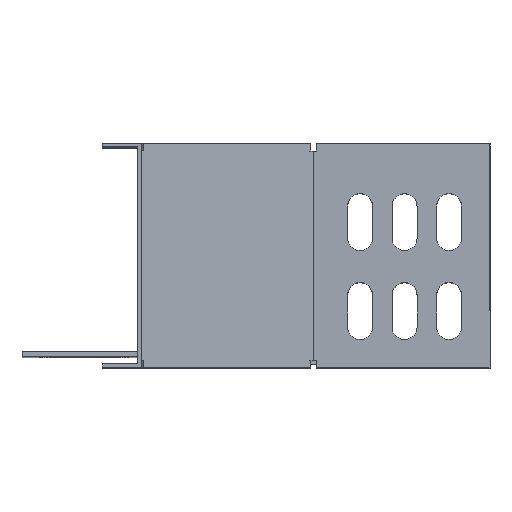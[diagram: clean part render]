
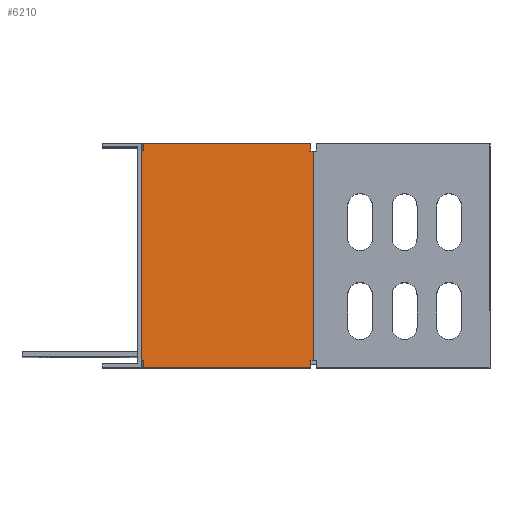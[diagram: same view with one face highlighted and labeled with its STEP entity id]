
A CAD part, top view. The second image highlights one B-rep face of the part: STEP entity #6210.
In plain terms, the highlighted face is planar.
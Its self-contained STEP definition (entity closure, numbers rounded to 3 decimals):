
#35 = EDGE_CURVE ( 'NONE', #290, #2451, #613, .T. ) ;
#71 = CARTESIAN_POINT ( 'NONE',  ( -1., -29.454, 84.15 ) ) ;
#154 = CARTESIAN_POINT ( 'NONE',  ( -1., 29.454, 84.15 ) ) ;
#172 = LINE ( 'NONE', #1997, #3587 ) ;
#290 = VERTEX_POINT ( 'NONE', #6211 ) ;
#330 = CARTESIAN_POINT ( 'NONE',  ( -1., 30.5, -34.157 ) ) ;
#355 = LINE ( 'NONE', #330, #6568 ) ;
#462 = DIRECTION ( 'NONE',  ( 0., -1., 0. ) ) ;
#613 = LINE ( 'NONE', #154, #1439 ) ;
#810 = EDGE_CURVE ( 'NONE', #3888, #5912, #2401, .T. ) ;
#943 = ORIENTED_EDGE ( 'NONE', *, *, #5801, .F. ) ;
#1068 = DIRECTION ( 'NONE',  ( 0., -1., 0. ) ) ;
#1176 = PLANE ( 'NONE',  #1579 ) ;
#1278 = ORIENTED_EDGE ( 'NONE', *, *, #810, .F. ) ;
#1350 = VECTOR ( 'NONE', #2177, 1000. ) ;
#1439 = VECTOR ( 'NONE', #1701, 1000. ) ;
#1467 = DIRECTION ( 'NONE',  ( 0., 0., -1. ) ) ;
#1516 = EDGE_CURVE ( 'NONE', #5821, #5083, #4207, .T. ) ;
#1540 = VERTEX_POINT ( 'NONE', #5962 ) ;
#1564 = VECTOR ( 'NONE', #4790, 1000. ) ;
#1579 = AXIS2_PLACEMENT_3D ( 'NONE', #4845, #4882, #1711 ) ;
#1701 = DIRECTION ( 'NONE',  ( 0., 0., 1. ) ) ;
#1711 = DIRECTION ( 'NONE',  ( 0., 0., -1. ) ) ;
#1742 = CARTESIAN_POINT ( 'NONE',  ( -1., -29.454, 33.306 ) ) ;
#1904 = ORIENTED_EDGE ( 'NONE', *, *, #35, .F. ) ;
#1916 = VERTEX_POINT ( 'NONE', #4123 ) ;
#1997 = CARTESIAN_POINT ( 'NONE',  ( -1., 30.5, -33.306 ) ) ;
#2036 = CARTESIAN_POINT ( 'NONE',  ( -1., -29.454, 84.15 ) ) ;
#2124 = CARTESIAN_POINT ( 'NONE',  ( -1., 29.454, -34.157 ) ) ;
#2165 = FACE_OUTER_BOUND ( 'NONE', #6773, .T. ) ;
#2177 = DIRECTION ( 'NONE',  ( 0., -1., 0. ) ) ;
#2236 = VECTOR ( 'NONE', #3598, 1000. ) ;
#2237 = ORIENTED_EDGE ( 'NONE', *, *, #4041, .F. ) ;
#2311 = CARTESIAN_POINT ( 'NONE',  ( -1., 31.5, -33.306 ) ) ;
#2367 = CARTESIAN_POINT ( 'NONE',  ( -1., 29.454, 34.157 ) ) ;
#2401 = LINE ( 'NONE', #5155, #4730 ) ;
#2439 = ORIENTED_EDGE ( 'NONE', *, *, #5000, .F. ) ;
#2451 = VERTEX_POINT ( 'NONE', #2367 ) ;
#2493 = ORIENTED_EDGE ( 'NONE', *, *, #1516, .F. ) ;
#2632 = EDGE_CURVE ( 'NONE', #5776, #290, #6669, .T. ) ;
#2656 = CARTESIAN_POINT ( 'NONE',  ( -1., 30.5, 34.157 ) ) ;
#2855 = LINE ( 'NONE', #71, #6260 ) ;
#2932 = CARTESIAN_POINT ( 'NONE',  ( -1., -31.5, 33.306 ) ) ;
#3001 = CARTESIAN_POINT ( 'NONE',  ( -1., -29.454, -33.306 ) ) ;
#3114 = LINE ( 'NONE', #3252, #1350 ) ;
#3178 = EDGE_CURVE ( 'NONE', #5083, #6496, #172, .T. ) ;
#3237 = ORIENTED_EDGE ( 'NONE', *, *, #2632, .F. ) ;
#3252 = CARTESIAN_POINT ( 'NONE',  ( -1., 30.5, 33.306 ) ) ;
#3270 = ORIENTED_EDGE ( 'NONE', *, *, #3178, .F. ) ;
#3587 = VECTOR ( 'NONE', #4637, 1000. ) ;
#3598 = DIRECTION ( 'NONE',  ( 0., 0., 1. ) ) ;
#3606 = VECTOR ( 'NONE', #3630, 1000. ) ;
#3630 = DIRECTION ( 'NONE',  ( 0., 1., 0. ) ) ;
#3725 = CARTESIAN_POINT ( 'NONE',  ( -1., -31.5, 84.15 ) ) ;
#3756 = DIRECTION ( 'NONE',  ( 0., 0., -1. ) ) ;
#3825 = LINE ( 'NONE', #2036, #5569 ) ;
#3888 = VERTEX_POINT ( 'NONE', #2124 ) ;
#4041 = EDGE_CURVE ( 'NONE', #6496, #1916, #3825, .T. ) ;
#4082 = EDGE_CURVE ( 'NONE', #4500, #5776, #4815, .T. ) ;
#4101 = LINE ( 'NONE', #5764, #3606 ) ;
#4103 = CARTESIAN_POINT ( 'NONE',  ( -1., 31.5, 84.15 ) ) ;
#4123 = CARTESIAN_POINT ( 'NONE',  ( -1., -29.454, -34.157 ) ) ;
#4162 = CARTESIAN_POINT ( 'NONE',  ( -1., 29.454, -33.306 ) ) ;
#4207 = LINE ( 'NONE', #3725, #1564 ) ;
#4436 = CARTESIAN_POINT ( 'NONE',  ( -1., -31.5, -33.306 ) ) ;
#4500 = VERTEX_POINT ( 'NONE', #2311 ) ;
#4607 = ORIENTED_EDGE ( 'NONE', *, *, #4896, .F. ) ;
#4637 = DIRECTION ( 'NONE',  ( 0., 1., 0. ) ) ;
#4730 = VECTOR ( 'NONE', #6752, 1000. ) ;
#4790 = DIRECTION ( 'NONE',  ( 0., 0., -1. ) ) ;
#4815 = LINE ( 'NONE', #4103, #2236 ) ;
#4845 = CARTESIAN_POINT ( 'NONE',  ( -1., 30.5, 84.15 ) ) ;
#4882 = DIRECTION ( 'NONE',  ( 1., 0., 0. ) ) ;
#4896 = EDGE_CURVE ( 'NONE', #5912, #4500, #4101, .T. ) ;
#4998 = EDGE_CURVE ( 'NONE', #1540, #6688, #2855, .T. ) ;
#5000 = EDGE_CURVE ( 'NONE', #6688, #5821, #3114, .T. ) ;
#5029 = DIRECTION ( 'NONE',  ( 0., 1., 0. ) ) ;
#5077 = VECTOR ( 'NONE', #1068, 1000. ) ;
#5083 = VERTEX_POINT ( 'NONE', #4436 ) ;
#5155 = CARTESIAN_POINT ( 'NONE',  ( -1., 29.454, 84.15 ) ) ;
#5407 = ORIENTED_EDGE ( 'NONE', *, *, #4998, .F. ) ;
#5569 = VECTOR ( 'NONE', #1467, 1000. ) ;
#5764 = CARTESIAN_POINT ( 'NONE',  ( -1., 30.5, -33.306 ) ) ;
#5776 = VERTEX_POINT ( 'NONE', #6694 ) ;
#5801 = EDGE_CURVE ( 'NONE', #1916, #3888, #355, .T. ) ;
#5821 = VERTEX_POINT ( 'NONE', #2932 ) ;
#5912 = VERTEX_POINT ( 'NONE', #4162 ) ;
#5962 = CARTESIAN_POINT ( 'NONE',  ( -1., -29.454, 34.157 ) ) ;
#6086 = EDGE_CURVE ( 'NONE', #2451, #1540, #6652, .T. ) ;
#6210 = ADVANCED_FACE ( 'NONE', ( #2165 ), #1176, .F. ) ;
#6211 = CARTESIAN_POINT ( 'NONE',  ( -1., 29.454, 33.306 ) ) ;
#6260 = VECTOR ( 'NONE', #3756, 1000. ) ;
#6366 = CARTESIAN_POINT ( 'NONE',  ( -1., 30.5, 33.306 ) ) ;
#6496 = VERTEX_POINT ( 'NONE', #3001 ) ;
#6568 = VECTOR ( 'NONE', #5029, 1000. ) ;
#6577 = VECTOR ( 'NONE', #462, 1000. ) ;
#6652 = LINE ( 'NONE', #2656, #5077 ) ;
#6669 = LINE ( 'NONE', #6366, #6577 ) ;
#6688 = VERTEX_POINT ( 'NONE', #1742 ) ;
#6694 = CARTESIAN_POINT ( 'NONE',  ( -1., 31.5, 33.306 ) ) ;
#6752 = DIRECTION ( 'NONE',  ( 0., 0., 1. ) ) ;
#6762 = ORIENTED_EDGE ( 'NONE', *, *, #6086, .F. ) ;
#6773 = EDGE_LOOP ( 'NONE', ( #5407, #6762, #1904, #3237, #6865, #4607, #1278, #943, #2237, #3270, #2493, #2439 ) ) ;
#6865 = ORIENTED_EDGE ( 'NONE', *, *, #4082, .F. ) ;
